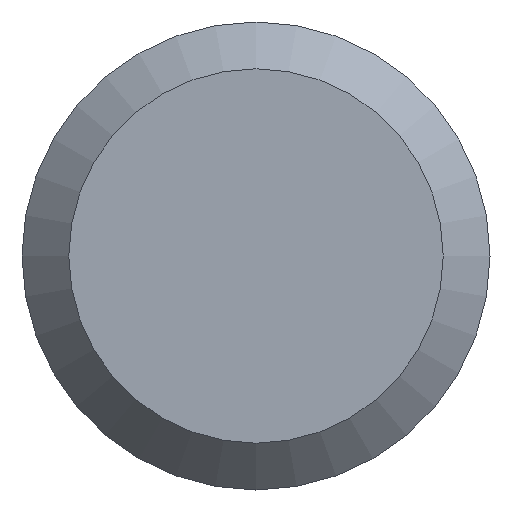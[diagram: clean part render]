
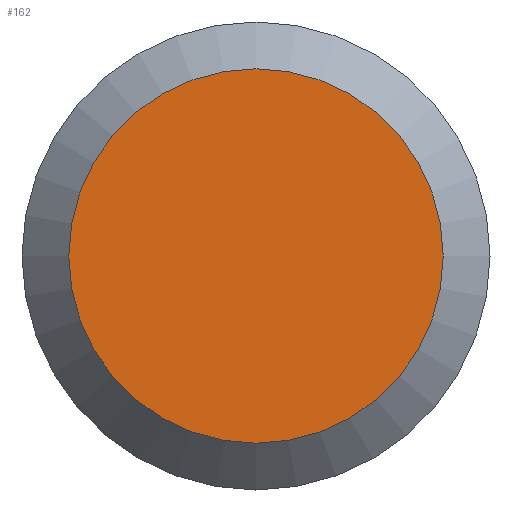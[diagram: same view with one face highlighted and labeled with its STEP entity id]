
A CAD part, left-side view. The second image highlights one B-rep face of the part: STEP entity #162.
In plain terms, the highlighted planar face has unit normal (-1, 0, 0).
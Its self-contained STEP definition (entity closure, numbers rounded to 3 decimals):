
#3 = DIRECTION ( 'NONE',  ( 0., 0., -1. ) ) ;
#20 = VERTEX_POINT ( 'NONE', #102 ) ;
#36 = CARTESIAN_POINT ( 'NONE',  ( 0., 5.2, 0. ) ) ;
#75 = DIRECTION ( 'NONE',  ( 0., 0., -1. ) ) ;
#82 = PLANE ( 'NONE',  #166 ) ;
#100 = FACE_OUTER_BOUND ( 'NONE', #190, .T. ) ;
#102 = CARTESIAN_POINT ( 'NONE',  ( 0., 0., -4.16 ) ) ;
#131 = EDGE_CURVE ( 'NONE', #20, #20, #193, .T. ) ;
#139 = DIRECTION ( 'NONE',  ( 1., 0., 0. ) ) ;
#149 = ORIENTED_EDGE ( 'NONE', *, *, #131, .T. ) ;
#162 = ADVANCED_FACE ( 'NONE', ( #100 ), #82, .F. ) ;
#166 = AXIS2_PLACEMENT_3D ( 'NONE', #36, #139, #3 ) ;
#171 = CARTESIAN_POINT ( 'NONE',  ( 0., 0., 0. ) ) ;
#190 = EDGE_LOOP ( 'NONE', ( #149 ) ) ;
#193 = CIRCLE ( 'NONE', #196, 4.16 ) ;
#196 = AXIS2_PLACEMENT_3D ( 'NONE', #171, #207, #75 ) ;
#207 = DIRECTION ( 'NONE',  ( -1., 0., 0. ) ) ;
